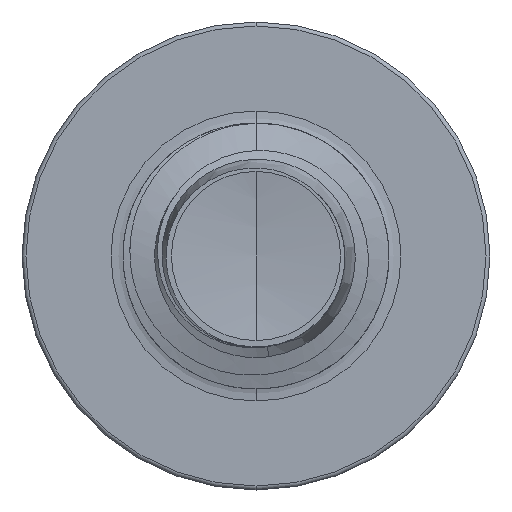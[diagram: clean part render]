
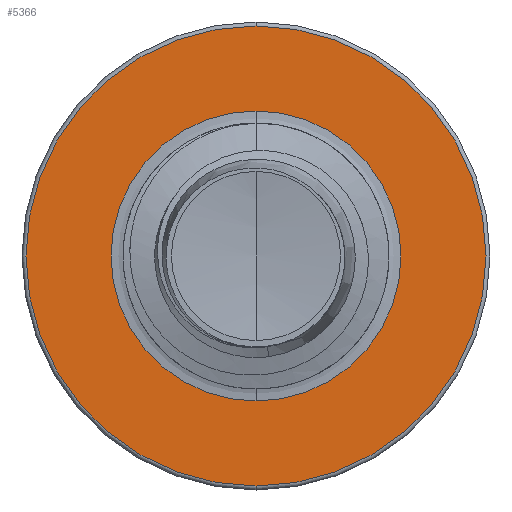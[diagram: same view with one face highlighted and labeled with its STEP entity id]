
A CAD part, front view. The second image highlights one B-rep face of the part: STEP entity #5366.
In plain terms, the highlighted planar face has unit normal (0, -1, 0).
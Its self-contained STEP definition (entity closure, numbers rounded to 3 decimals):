
#2 = CARTESIAN_POINT ( 'NONE',  ( 0., 4.5, 1.363 ) ) ;
#123 = EDGE_CURVE ( 'NONE', #14370, #15392, #13326, .T. ) ;
#264 = VERTEX_POINT ( 'NONE', #15650 ) ;
#929 = EDGE_CURVE ( 'NONE', #264, #10343, #5554, .T. ) ;
#1319 = AXIS2_PLACEMENT_3D ( 'NONE', #9480, #11797, #4457 ) ;
#2949 = EDGE_CURVE ( 'NONE', #10343, #264, #11271, .T. ) ;
#2973 = EDGE_CURVE ( 'NONE', #15392, #14370, #9219, .T. ) ;
#3114 = CARTESIAN_POINT ( 'NONE',  ( 0., 4.5, -2.163 ) ) ;
#3579 = AXIS2_PLACEMENT_3D ( 'NONE', #7028, #7232, #14023 ) ;
#3615 = CARTESIAN_POINT ( 'NONE',  ( 0., 4.5, 2.163 ) ) ;
#4457 = DIRECTION ( 'NONE',  ( 0., 0., 1. ) ) ;
#4603 = FACE_OUTER_BOUND ( 'NONE', #11843, .T. ) ;
#4624 = DIRECTION ( 'NONE',  ( 0., 1., 0. ) ) ;
#5241 = CARTESIAN_POINT ( 'NONE',  ( 0., 4.5, 0. ) ) ;
#5278 = ORIENTED_EDGE ( 'NONE', *, *, #2973, .F. ) ;
#5366 = ADVANCED_FACE ( 'NONE', ( #4603, #10842 ), #11749, .F. ) ;
#5554 = CIRCLE ( 'NONE', #10857, 1.363 ) ;
#6054 = DIRECTION ( 'NONE',  ( 0., 0., 1. ) ) ;
#7028 = CARTESIAN_POINT ( 'NONE',  ( 0., 4.5, 0. ) ) ;
#7232 = DIRECTION ( 'NONE',  ( 0., 1., 0. ) ) ;
#7533 = EDGE_LOOP ( 'NONE', ( #8570, #11731 ) ) ;
#7757 = DIRECTION ( 'NONE',  ( 0., 0., 1. ) ) ;
#7760 = DIRECTION ( 'NONE',  ( 0., 1., 0. ) ) ;
#7774 = CARTESIAN_POINT ( 'NONE',  ( 0., 4.5, 0. ) ) ;
#7951 = DIRECTION ( 'NONE',  ( 0., 0., 1. ) ) ;
#7971 = DIRECTION ( 'NONE',  ( 0., 1., 0. ) ) ;
#7974 = CARTESIAN_POINT ( 'NONE',  ( 0., 4.5, 0. ) ) ;
#8570 = ORIENTED_EDGE ( 'NONE', *, *, #2949, .T. ) ;
#9219 = CIRCLE ( 'NONE', #10765, 2.163 ) ;
#9480 = CARTESIAN_POINT ( 'NONE',  ( 0., 4.5, -1.363 ) ) ;
#10343 = VERTEX_POINT ( 'NONE', #2 ) ;
#10765 = AXIS2_PLACEMENT_3D ( 'NONE', #7774, #7760, #7757 ) ;
#10842 = FACE_BOUND ( 'NONE', #7533, .T. ) ;
#10857 = AXIS2_PLACEMENT_3D ( 'NONE', #5241, #4624, #6054 ) ;
#11271 = CIRCLE ( 'NONE', #12945, 1.363 ) ;
#11731 = ORIENTED_EDGE ( 'NONE', *, *, #929, .T. ) ;
#11749 = PLANE ( 'NONE',  #1319 ) ;
#11797 = DIRECTION ( 'NONE',  ( 0., 1., 0. ) ) ;
#11843 = EDGE_LOOP ( 'NONE', ( #14254, #5278 ) ) ;
#12945 = AXIS2_PLACEMENT_3D ( 'NONE', #7974, #7971, #7951 ) ;
#13326 = CIRCLE ( 'NONE', #3579, 2.163 ) ;
#14023 = DIRECTION ( 'NONE',  ( 0., 0., 1. ) ) ;
#14254 = ORIENTED_EDGE ( 'NONE', *, *, #123, .F. ) ;
#14370 = VERTEX_POINT ( 'NONE', #3615 ) ;
#15392 = VERTEX_POINT ( 'NONE', #3114 ) ;
#15650 = CARTESIAN_POINT ( 'NONE',  ( 0., 4.5, -1.363 ) ) ;
